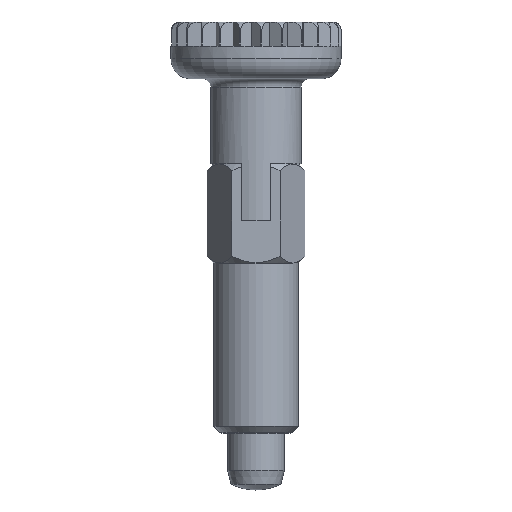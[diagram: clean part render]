
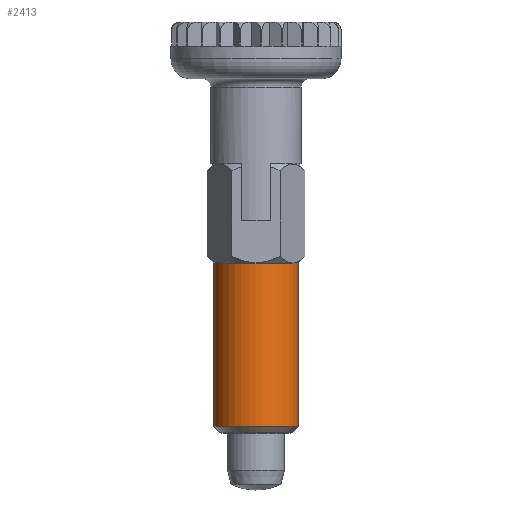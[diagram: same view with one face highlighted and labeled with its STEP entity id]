
A CAD part, front view. The second image highlights one B-rep face of the part: STEP entity #2413.
In plain terms, the highlighted cylindrical face has radius 3 mm (diameter 6 mm), a partial arc.
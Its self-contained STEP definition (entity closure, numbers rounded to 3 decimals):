
#999=EDGE_CURVE('',#1427,#1295,#2734,.T.);
#1295=VERTEX_POINT('',#3055);
#1427=VERTEX_POINT('',#3204);
#1547=VERTEX_POINT('',#3338);
#1661=EDGE_CURVE('',#1427,#2225,#3465,.T.);
#1709=EDGE_CURVE('',#1547,#1295,#3520,.T.);
#2225=VERTEX_POINT('',#4088);
#2259=EDGE_CURVE('',#2225,#1547,#4124,.T.);
#2413=ADVANCED_FACE('',(#4283),#4284,.T.);
#2734=CIRCLE('',#4729,3.);
#3055=CARTESIAN_POINT('',(-3.,0.,0.));
#3204=CARTESIAN_POINT('',(3.0,0.,0.));
#3338=CARTESIAN_POINT('',(-3.,0.,-11.5));
#3465=LINE('',#6039,#6040);
#3520=LINE('',#6124,#6125);
#4088=CARTESIAN_POINT('',(3.0,0.,-11.5));
#4124=CIRCLE('',#7269,3.);
#4283=FACE_OUTER_BOUND('',#7619,.T.);
#4284=CYLINDRICAL_SURFACE('',#7620,3.);
#4729=AXIS2_PLACEMENT_3D('',#8160,#8161,#8162);
#6039=CARTESIAN_POINT('',(3.0,0.,-5.75));
#6040=VECTOR('',#9021,1.0);
#6124=CARTESIAN_POINT('',(-3.,0.,-5.75));
#6125=VECTOR('',#9094,1.0);
#7269=AXIS2_PLACEMENT_3D('',#9778,#9779,#9780);
#7619=EDGE_LOOP('',(#9888,#9889,#9890,#9891));
#7620=AXIS2_PLACEMENT_3D('',#9892,#9893,#9894);
#8160=CARTESIAN_POINT('',(0.,0.,0.));
#8161=DIRECTION('',(0.0,0.0,-1.0));
#8162=DIRECTION('',(1.0,0.,0.0));
#9021=DIRECTION('',(0.0,0.0,-1.0));
#9094=DIRECTION('',(-0.0,-0.0,1.0));
#9778=CARTESIAN_POINT('',(0.,0.,-11.5));
#9779=DIRECTION('',(0.0,0.0,-1.0));
#9780=DIRECTION('',(1.0,0.,0.0));
#9888=ORIENTED_EDGE('',*,*,#1661,.F.);
#9889=ORIENTED_EDGE('',*,*,#999,.T.);
#9890=ORIENTED_EDGE('',*,*,#1709,.F.);
#9891=ORIENTED_EDGE('',*,*,#2259,.F.);
#9892=CARTESIAN_POINT('',(0.,0.,-5.75));
#9893=DIRECTION('',(-0.0,-0.0,1.0));
#9894=DIRECTION('',(1.0,0.,0.0));
